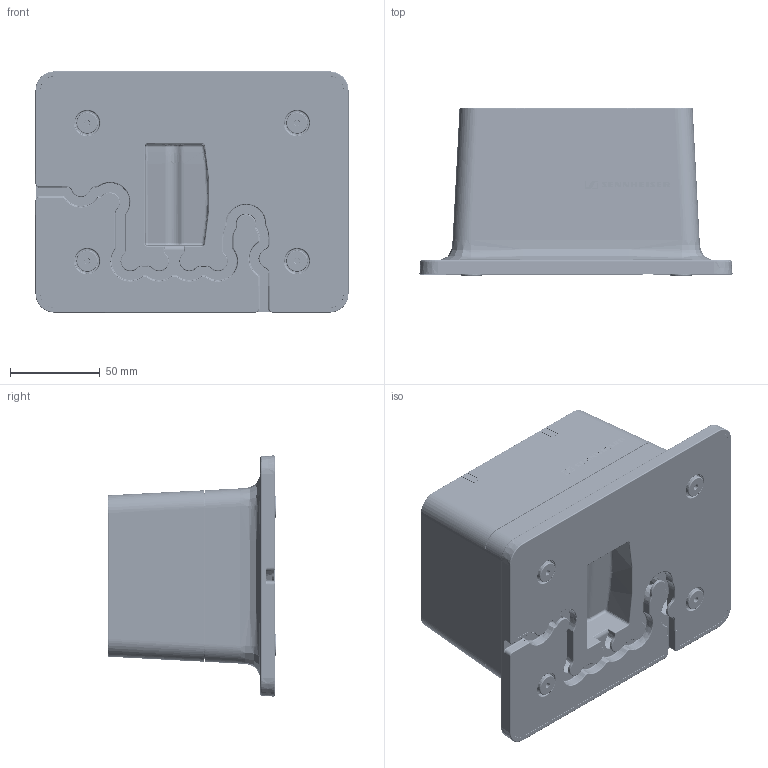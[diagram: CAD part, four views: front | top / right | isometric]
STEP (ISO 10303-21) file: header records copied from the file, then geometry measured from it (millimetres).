
FILE_DESCRIPTION(('CATIA V5 STEP Exchange','CAx-IF Rec.Pracs.--- Model Styling and Organization---1.2---2011-12-15'),'2;1');
FILE_NAME('505980_55881900-01.stp','2019-07-30T06:43:37+00:00',('none'),('none'),'CATIA Version 5-6 Release 2014 SP4','CATIA V5 STEP AP214','none');
FILE_SCHEMA(('AUTOMOTIVE_DESIGN { 1 0 10303 214 1 1 1 1 }'));
Products named in the file (9): 55881900-01; 558819-1005-04; 558819-2000-01; 558819-4000-01; 558819.50-01; 558819-8000-01; 558819-8500-01; 558819-9000-01; STECKER
Assembly tree (24 placements, depth 2):
  55881900-01
    558819-1005-04
    558819-2000-01
    558819-4000-01  x2
    558819.50-01  x10
    558819-8000-01
    558819-8500-01  x4
    558819-9000-01  x4
    STECKER
Bounding box: 174.58 x 93.83 x 134.47 mm (x, y, z)
Volume: 272896.3 mm3; surface area: 264836 mm2
Topology: 36 solids, 36 shells, 5358 faces, 13258 edges, 8005 vertices
Faces by surface type: bspline 1355, plane 1266, cylinder 1250, torus 693, cone 602, sphere 143, extrusion 49
Entity records: 220112 total; most frequent: CARTESIAN_POINT 116282, ORIENTED_EDGE 24646, DIRECTION 14195, EDGE_CURVE 12323, VERTEX_POINT 7437, AXIS2_PLACEMENT_3D 6465, EDGE_LOOP 5086, ADVANCED_FACE 4965
